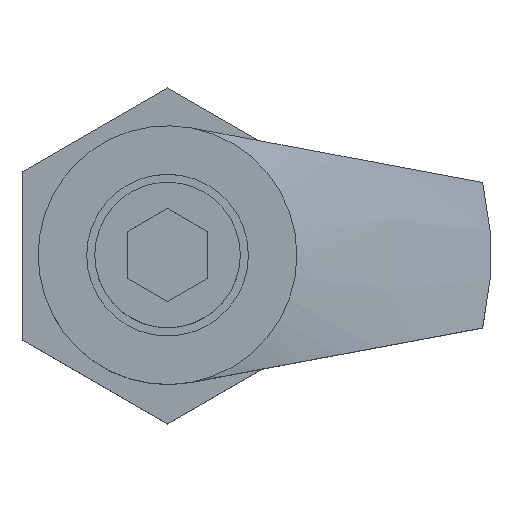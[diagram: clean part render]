
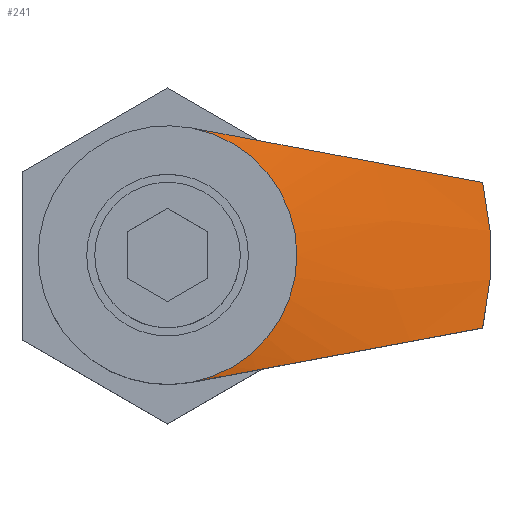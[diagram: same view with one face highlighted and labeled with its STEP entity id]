
A CAD part, top view. The second image highlights one B-rep face of the part: STEP entity #241.
In plain terms, the highlighted conical face has half-angle 75.964 degrees and reference radius 40 mm.
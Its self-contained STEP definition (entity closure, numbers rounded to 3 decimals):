
#16 = CARTESIAN_POINT ( 'NONE',  ( 5.991, -15.158, 54.942 ) ) ;
#96 = EDGE_CURVE ( 'NONE', #216, #1182, #260, .T. ) ;
#167 = CARTESIAN_POINT ( 'NONE',  ( 27.063, -11.224, 51.685 ) ) ;
#188 = EDGE_CURVE ( 'NONE', #1529, #535, #1630, .T. ) ;
#216 = VERTEX_POINT ( 'NONE', #1856 ) ;
#237 = CARTESIAN_POINT ( 'NONE',  ( 18.078, 12.901, 53.455 ) ) ;
#241 = ADVANCED_FACE ( 'NONE', ( #537 ), #1203, .T. ) ;
#260 = B_SPLINE_CURVE_WITH_KNOTS ( 'NONE', 3,
 ( #1872, #1727, #16, #731, #1005, #1160, #1738, #1640, #350, #1767, #167, #1209, #465, #933 ),
 .UNSPECIFIED., .F., .F.,
 ( 4, 2, 2, 2, 2, 2, 4 ),
 ( 0., 0.005, 0.009, 0.014, 0.019, 0.028, 0.037 ),
 .UNSPECIFIED. ) ;
#263 = CARTESIAN_POINT ( 'NONE',  ( 19.581, 12.621, 53.181 ) ) ;
#272 = DIRECTION ( 'NONE',  ( -1., 0., 0. ) ) ;
#350 = CARTESIAN_POINT ( 'NONE',  ( 19.581, -12.621, 53.181 ) ) ;
#366 = CARTESIAN_POINT ( 'NONE',  ( 0., 0., 55. ) ) ;
#430 = CARTESIAN_POINT ( 'NONE',  ( 13.563, 13.744, 54.184 ) ) ;
#449 = CIRCLE ( 'NONE', #787, 40. ) ;
#465 = CARTESIAN_POINT ( 'NONE',  ( 36.001, -9.555, 49.693 ) ) ;
#512 = DIRECTION ( 'NONE',  ( 0., 0., 1. ) ) ;
#535 = VERTEX_POINT ( 'NONE', #1503 ) ;
#537 = FACE_OUTER_BOUND ( 'NONE', #1824, .T. ) ;
#542 = AXIS2_PLACEMENT_3D ( 'NONE', #366, #1650, #664 ) ;
#576 = DIRECTION ( 'NONE',  ( 0., 0., -1. ) ) ;
#606 = CIRCLE ( 'NONE', #542, 16. ) ;
#664 = DIRECTION ( 'NONE',  ( 1., 0., 0. ) ) ;
#711 = CARTESIAN_POINT ( 'NONE',  ( 9.029, 14.591, 54.726 ) ) ;
#731 = CARTESIAN_POINT ( 'NONE',  ( 9.029, -14.591, 54.726 ) ) ;
#787 = AXIS2_PLACEMENT_3D ( 'NONE', #1676, #512, #825 ) ;
#794 = ORIENTED_EDGE ( 'NONE', *, *, #96, .T. ) ;
#800 = CARTESIAN_POINT ( 'NONE',  ( 4.467, 15.443, 55. ) ) ;
#825 = DIRECTION ( 'NONE',  ( 1., 0., 0. ) ) ;
#832 = CARTESIAN_POINT ( 'NONE',  ( 2.936, 15.728, 55. ) ) ;
#933 = CARTESIAN_POINT ( 'NONE',  ( 38.974, -9., 49. ) ) ;
#976 = CARTESIAN_POINT ( 'NONE',  ( 2.936, 15.728, 55. ) ) ;
#1005 = CARTESIAN_POINT ( 'NONE',  ( 10.543, -14.308, 54.569 ) ) ;
#1126 = CARTESIAN_POINT ( 'NONE',  ( 10.543, 14.308, 54.569 ) ) ;
#1143 = CARTESIAN_POINT ( 'NONE',  ( 38.974, 9., 49. ) ) ;
#1160 = CARTESIAN_POINT ( 'NONE',  ( 13.563, -13.744, 54.184 ) ) ;
#1182 = VERTEX_POINT ( 'NONE', #1505 ) ;
#1203 = CONICAL_SURFACE ( 'NONE', #1424, 40., 1.326 ) ;
#1209 = CARTESIAN_POINT ( 'NONE',  ( 33.025, -10.111, 50.374 ) ) ;
#1271 = CARTESIAN_POINT ( 'NONE',  ( 27.063, 11.224, 51.685 ) ) ;
#1287 = CARTESIAN_POINT ( 'NONE',  ( 36.001, 9.555, 49.693 ) ) ;
#1331 = ORIENTED_EDGE ( 'NONE', *, *, #1407, .T. ) ;
#1338 = EDGE_CURVE ( 'NONE', #216, #1529, #606, .T. ) ;
#1407 = EDGE_CURVE ( 'NONE', #1182, #535, #449, .T. ) ;
#1424 = AXIS2_PLACEMENT_3D ( 'NONE', #1719, #576, #272 ) ;
#1428 = CARTESIAN_POINT ( 'NONE',  ( 24.077, 11.781, 52.317 ) ) ;
#1439 = CARTESIAN_POINT ( 'NONE',  ( 33.025, 10.111, 50.374 ) ) ;
#1503 = CARTESIAN_POINT ( 'NONE',  ( 38.974, 9., 49. ) ) ;
#1505 = CARTESIAN_POINT ( 'NONE',  ( 38.974, -9., 49. ) ) ;
#1529 = VERTEX_POINT ( 'NONE', #832 ) ;
#1534 = ORIENTED_EDGE ( 'NONE', *, *, #188, .F. ) ;
#1628 = ORIENTED_EDGE ( 'NONE', *, *, #1338, .F. ) ;
#1630 = B_SPLINE_CURVE_WITH_KNOTS ( 'NONE', 3,
 ( #976, #800, #1723, #711, #1126, #430, #1700, #237, #263, #1428, #1271, #1439, #1287, #1143 ),
 .UNSPECIFIED., .F., .F.,
 ( 4, 2, 2, 2, 2, 2, 4 ),
 ( 0., 0.005, 0.009, 0.014, 0.019, 0.028, 0.037 ),
 .UNSPECIFIED. ) ;
#1640 = CARTESIAN_POINT ( 'NONE',  ( 18.078, -12.901, 53.455 ) ) ;
#1650 = DIRECTION ( 'NONE',  ( 0., 0., 1. ) ) ;
#1676 = CARTESIAN_POINT ( 'NONE',  ( 0., 0., 49. ) ) ;
#1700 = CARTESIAN_POINT ( 'NONE',  ( 15.07, 13.463, 53.956 ) ) ;
#1719 = CARTESIAN_POINT ( 'NONE',  ( 0., 0., 49. ) ) ;
#1723 = CARTESIAN_POINT ( 'NONE',  ( 5.991, 15.158, 54.942 ) ) ;
#1727 = CARTESIAN_POINT ( 'NONE',  ( 4.467, -15.443, 55. ) ) ;
#1738 = CARTESIAN_POINT ( 'NONE',  ( 15.07, -13.463, 53.956 ) ) ;
#1767 = CARTESIAN_POINT ( 'NONE',  ( 24.077, -11.781, 52.317 ) ) ;
#1824 = EDGE_LOOP ( 'NONE', ( #1628, #794, #1331, #1534 ) ) ;
#1856 = CARTESIAN_POINT ( 'NONE',  ( 2.936, -15.728, 55. ) ) ;
#1872 = CARTESIAN_POINT ( 'NONE',  ( 2.936, -15.728, 55. ) ) ;
